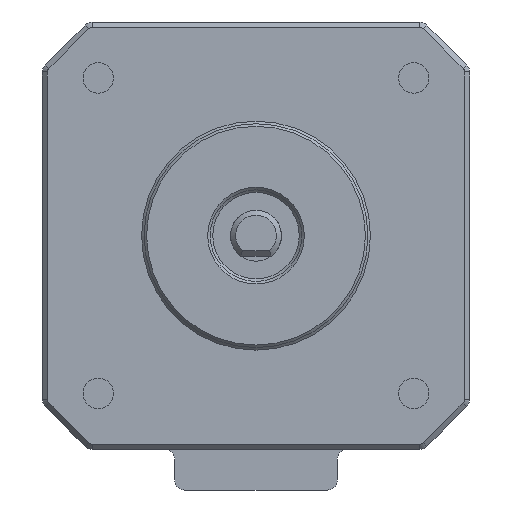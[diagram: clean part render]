
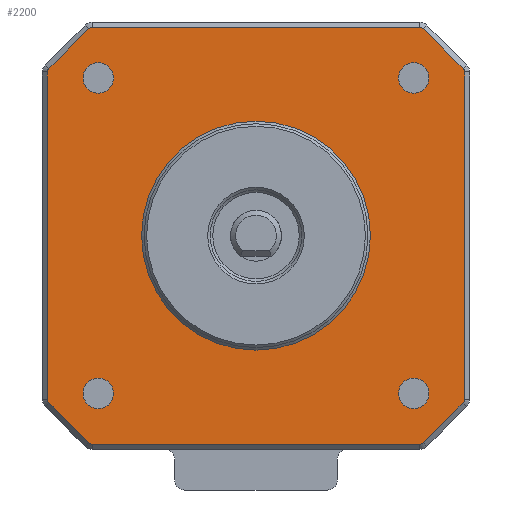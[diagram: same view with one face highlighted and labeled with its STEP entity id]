
A CAD part, front view. The second image highlights one B-rep face of the part: STEP entity #2200.
In plain terms, the highlighted planar face has unit normal (0, -1, 0).
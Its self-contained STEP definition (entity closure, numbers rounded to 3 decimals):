
#25=FACE_BOUND('',#309,.T.);
#26=FACE_BOUND('',#310,.T.);
#27=FACE_BOUND('',#311,.T.);
#28=FACE_BOUND('',#312,.T.);
#29=FACE_BOUND('',#313,.T.);
#42=PLANE('',#2371);
#161=FACE_OUTER_BOUND('',#308,.T.);
#308=EDGE_LOOP('',(#1538,#1539,#1540,#1541,#1542,#1543,#1544,#1545,#1546,
#1547,#1548,#1549,#1550,#1551,#1552,#1553));
#309=EDGE_LOOP('',(#1554));
#310=EDGE_LOOP('',(#1555));
#311=EDGE_LOOP('',(#1556));
#312=EDGE_LOOP('',(#1557));
#313=EDGE_LOOP('',(#1558));
#466=LINE('',#3390,#669);
#467=LINE('',#3394,#670);
#468=LINE('',#3398,#671);
#469=LINE('',#3402,#672);
#470=LINE('',#3406,#673);
#471=LINE('',#3410,#674);
#472=LINE('',#3414,#675);
#473=LINE('',#3418,#676);
#669=VECTOR('',#2663,10.);
#670=VECTOR('',#2666,10.);
#671=VECTOR('',#2669,10.);
#672=VECTOR('',#2672,10.);
#673=VECTOR('',#2675,10.);
#674=VECTOR('',#2678,10.);
#675=VECTOR('',#2681,10.);
#676=VECTOR('',#2684,10.);
#874=CIRCLE('',#2370,11.25);
#875=CIRCLE('',#2372,0.5);
#876=CIRCLE('',#2373,0.5);
#877=CIRCLE('',#2374,0.5);
#878=CIRCLE('',#2375,0.5);
#879=CIRCLE('',#2376,0.5);
#880=CIRCLE('',#2377,0.5);
#881=CIRCLE('',#2378,0.5);
#882=CIRCLE('',#2379,0.5);
#883=CIRCLE('',#2380,1.5);
#884=CIRCLE('',#2381,1.5);
#885=CIRCLE('',#2382,1.5);
#886=CIRCLE('',#2383,1.5);
#994=VERTEX_POINT('',#3384);
#995=VERTEX_POINT('',#3388);
#996=VERTEX_POINT('',#3389);
#997=VERTEX_POINT('',#3391);
#998=VERTEX_POINT('',#3393);
#999=VERTEX_POINT('',#3395);
#1000=VERTEX_POINT('',#3397);
#1001=VERTEX_POINT('',#3399);
#1002=VERTEX_POINT('',#3401);
#1003=VERTEX_POINT('',#3403);
#1004=VERTEX_POINT('',#3405);
#1005=VERTEX_POINT('',#3407);
#1006=VERTEX_POINT('',#3409);
#1007=VERTEX_POINT('',#3411);
#1008=VERTEX_POINT('',#3413);
#1009=VERTEX_POINT('',#3415);
#1010=VERTEX_POINT('',#3417);
#1011=VERTEX_POINT('',#3420);
#1012=VERTEX_POINT('',#3422);
#1013=VERTEX_POINT('',#3424);
#1014=VERTEX_POINT('',#3426);
#1198=EDGE_CURVE('',#994,#994,#874,.T.);
#1200=EDGE_CURVE('',#995,#996,#466,.T.);
#1201=EDGE_CURVE('',#997,#995,#875,.T.);
#1202=EDGE_CURVE('',#998,#997,#467,.T.);
#1203=EDGE_CURVE('',#999,#998,#876,.T.);
#1204=EDGE_CURVE('',#1000,#999,#468,.T.);
#1205=EDGE_CURVE('',#1001,#1000,#877,.T.);
#1206=EDGE_CURVE('',#1002,#1001,#469,.T.);
#1207=EDGE_CURVE('',#1003,#1002,#878,.T.);
#1208=EDGE_CURVE('',#1004,#1003,#470,.T.);
#1209=EDGE_CURVE('',#1005,#1004,#879,.T.);
#1210=EDGE_CURVE('',#1006,#1005,#471,.T.);
#1211=EDGE_CURVE('',#1007,#1006,#880,.T.);
#1212=EDGE_CURVE('',#1008,#1007,#472,.T.);
#1213=EDGE_CURVE('',#1009,#1008,#881,.T.);
#1214=EDGE_CURVE('',#1010,#1009,#473,.T.);
#1215=EDGE_CURVE('',#996,#1010,#882,.T.);
#1216=EDGE_CURVE('',#1011,#1011,#883,.T.);
#1217=EDGE_CURVE('',#1012,#1012,#884,.T.);
#1218=EDGE_CURVE('',#1013,#1013,#885,.T.);
#1219=EDGE_CURVE('',#1014,#1014,#886,.T.);
#1538=ORIENTED_EDGE('',*,*,#1200,.F.);
#1539=ORIENTED_EDGE('',*,*,#1201,.F.);
#1540=ORIENTED_EDGE('',*,*,#1202,.F.);
#1541=ORIENTED_EDGE('',*,*,#1203,.F.);
#1542=ORIENTED_EDGE('',*,*,#1204,.F.);
#1543=ORIENTED_EDGE('',*,*,#1205,.F.);
#1544=ORIENTED_EDGE('',*,*,#1206,.F.);
#1545=ORIENTED_EDGE('',*,*,#1207,.F.);
#1546=ORIENTED_EDGE('',*,*,#1208,.F.);
#1547=ORIENTED_EDGE('',*,*,#1209,.F.);
#1548=ORIENTED_EDGE('',*,*,#1210,.F.);
#1549=ORIENTED_EDGE('',*,*,#1211,.F.);
#1550=ORIENTED_EDGE('',*,*,#1212,.F.);
#1551=ORIENTED_EDGE('',*,*,#1213,.F.);
#1552=ORIENTED_EDGE('',*,*,#1214,.F.);
#1553=ORIENTED_EDGE('',*,*,#1215,.F.);
#1554=ORIENTED_EDGE('',*,*,#1216,.T.);
#1555=ORIENTED_EDGE('',*,*,#1217,.T.);
#1556=ORIENTED_EDGE('',*,*,#1218,.T.);
#1557=ORIENTED_EDGE('',*,*,#1219,.T.);
#1558=ORIENTED_EDGE('',*,*,#1198,.F.);
#2200=ADVANCED_FACE('',(#161,#25,#26,#27,#28,#29),#42,.F.);
#2370=AXIS2_PLACEMENT_3D('',#3385,#2658,#2659);
#2371=AXIS2_PLACEMENT_3D('',#3387,#2661,#2662);
#2372=AXIS2_PLACEMENT_3D('',#3392,#2664,#2665);
#2373=AXIS2_PLACEMENT_3D('',#3396,#2667,#2668);
#2374=AXIS2_PLACEMENT_3D('',#3400,#2670,#2671);
#2375=AXIS2_PLACEMENT_3D('',#3404,#2673,#2674);
#2376=AXIS2_PLACEMENT_3D('',#3408,#2676,#2677);
#2377=AXIS2_PLACEMENT_3D('',#3412,#2679,#2680);
#2378=AXIS2_PLACEMENT_3D('',#3416,#2682,#2683);
#2379=AXIS2_PLACEMENT_3D('',#3419,#2685,#2686);
#2380=AXIS2_PLACEMENT_3D('',#3421,#2687,#2688);
#2381=AXIS2_PLACEMENT_3D('',#3423,#2689,#2690);
#2382=AXIS2_PLACEMENT_3D('',#3425,#2691,#2692);
#2383=AXIS2_PLACEMENT_3D('',#3427,#2693,#2694);
#2658=DIRECTION('center_axis',(0.,-1.,0.));
#2659=DIRECTION('ref_axis',(1.,0.,0.));
#2661=DIRECTION('center_axis',(0.,1.,0.));
#2662=DIRECTION('ref_axis',(1.,0.,0.));
#2663=DIRECTION('',(0.,0.,1.));
#2664=DIRECTION('center_axis',(0.,1.,0.));
#2665=DIRECTION('ref_axis',(-0.924,0.,-0.383));
#2666=DIRECTION('',(-0.707,0.,0.707));
#2667=DIRECTION('center_axis',(0.,1.,0.));
#2668=DIRECTION('ref_axis',(-0.383,0.,-0.924));
#2669=DIRECTION('',(-1.,0.,0.));
#2670=DIRECTION('center_axis',(0.,1.,0.));
#2671=DIRECTION('ref_axis',(0.383,0.,-0.924));
#2672=DIRECTION('',(-0.707,0.,-0.707));
#2673=DIRECTION('center_axis',(0.,1.,0.));
#2674=DIRECTION('ref_axis',(0.924,0.,-0.383));
#2675=DIRECTION('',(0.,0.,-1.));
#2676=DIRECTION('center_axis',(0.,1.,0.));
#2677=DIRECTION('ref_axis',(0.924,0.,0.383));
#2678=DIRECTION('',(0.707,0.,-0.707));
#2679=DIRECTION('center_axis',(0.,1.,0.));
#2680=DIRECTION('ref_axis',(0.383,0.,0.924));
#2681=DIRECTION('',(1.,0.,0.));
#2682=DIRECTION('center_axis',(0.,1.,0.));
#2683=DIRECTION('ref_axis',(-0.383,0.,0.924));
#2684=DIRECTION('',(0.707,0.,0.707));
#2685=DIRECTION('center_axis',(0.,1.,0.));
#2686=DIRECTION('ref_axis',(-0.924,0.,0.383));
#2687=DIRECTION('center_axis',(0.,1.,0.));
#2688=DIRECTION('ref_axis',(1.,0.,0.));
#2689=DIRECTION('center_axis',(0.,1.,0.));
#2690=DIRECTION('ref_axis',(1.,0.,0.));
#2691=DIRECTION('center_axis',(0.,1.,0.));
#2692=DIRECTION('ref_axis',(1.,0.,0.));
#2693=DIRECTION('center_axis',(0.,1.,0.));
#2694=DIRECTION('ref_axis',(1.,0.,0.));
#3384=CARTESIAN_POINT('',(-11.25,0.,0.));
#3385=CARTESIAN_POINT('Origin',(0.,0.,0.));
#3387=CARTESIAN_POINT('Origin',(0.,0.,0.));
#3388=CARTESIAN_POINT('',(-20.5,0.,-16.086));
#3389=CARTESIAN_POINT('',(-20.5,0.,16.086));
#3390=CARTESIAN_POINT('',(-20.5,0.,-8.25));
#3391=CARTESIAN_POINT('',(-20.354,0.,-16.439));
#3392=CARTESIAN_POINT('Origin',(-20.,0.,-16.086));
#3393=CARTESIAN_POINT('',(-16.439,0.,-20.354));
#3394=CARTESIAN_POINT('',(-17.271,0.,-19.521));
#3395=CARTESIAN_POINT('',(-16.086,0.,-20.5));
#3396=CARTESIAN_POINT('Origin',(-16.086,0.,-20.));
#3397=CARTESIAN_POINT('',(16.086,0.,-20.5));
#3398=CARTESIAN_POINT('',(8.25,0.,-20.5));
#3399=CARTESIAN_POINT('',(16.439,0.,-20.354));
#3400=CARTESIAN_POINT('Origin',(16.086,0.,-20.));
#3401=CARTESIAN_POINT('',(20.354,0.,-16.439));
#3402=CARTESIAN_POINT('',(19.521,0.,-17.271));
#3403=CARTESIAN_POINT('',(20.5,0.,-16.086));
#3404=CARTESIAN_POINT('Origin',(20.,0.,-16.086));
#3405=CARTESIAN_POINT('',(20.5,0.,16.086));
#3406=CARTESIAN_POINT('',(20.5,0.,8.25));
#3407=CARTESIAN_POINT('',(20.354,0.,16.439));
#3408=CARTESIAN_POINT('Origin',(20.,0.,16.086));
#3409=CARTESIAN_POINT('',(16.439,0.,20.354));
#3410=CARTESIAN_POINT('',(17.271,0.,19.521));
#3411=CARTESIAN_POINT('',(16.086,0.,20.5));
#3412=CARTESIAN_POINT('Origin',(16.086,0.,20.));
#3413=CARTESIAN_POINT('',(-16.086,0.,20.5));
#3414=CARTESIAN_POINT('',(-8.25,0.,20.5));
#3415=CARTESIAN_POINT('',(-16.439,0.,20.354));
#3416=CARTESIAN_POINT('Origin',(-16.086,0.,20.));
#3417=CARTESIAN_POINT('',(-20.354,0.,16.439));
#3418=CARTESIAN_POINT('',(-19.521,0.,17.271));
#3419=CARTESIAN_POINT('Origin',(-20.,0.,16.086));
#3420=CARTESIAN_POINT('',(-17.,0.,-15.5));
#3421=CARTESIAN_POINT('Origin',(-15.5,0.,-15.5));
#3422=CARTESIAN_POINT('',(-17.,0.,15.5));
#3423=CARTESIAN_POINT('Origin',(-15.5,0.,15.5));
#3424=CARTESIAN_POINT('',(14.,0.,-15.5));
#3425=CARTESIAN_POINT('Origin',(15.5,0.,-15.5));
#3426=CARTESIAN_POINT('',(14.,0.,15.5));
#3427=CARTESIAN_POINT('Origin',(15.5,0.,15.5));
